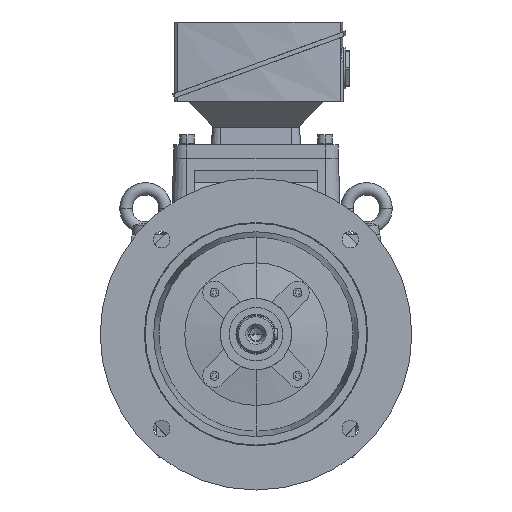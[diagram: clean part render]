
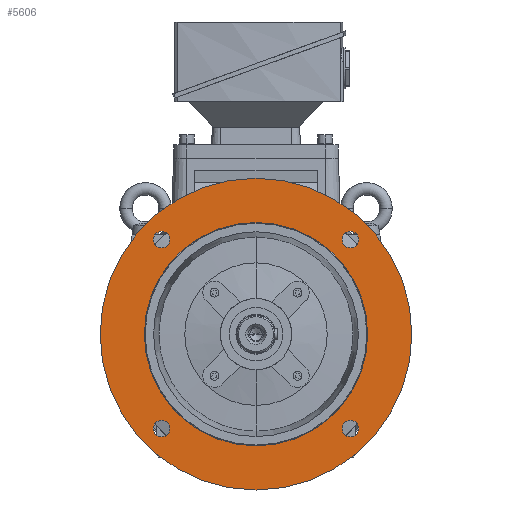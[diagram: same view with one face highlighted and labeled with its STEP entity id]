
A CAD part, left-side view. The second image highlights one B-rep face of the part: STEP entity #5606.
In plain terms, the highlighted planar face has unit normal (-1, 0, 0).
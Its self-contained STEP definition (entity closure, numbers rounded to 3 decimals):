
#5606=ADVANCED_FACE('',(#11591,#11592,#11593,#11594,#11595,#11596),#11597,.T.);
#11591=FACE_BOUND('',#17973,.T.);
#11592=FACE_BOUND('',#17974,.T.);
#11593=FACE_BOUND('',#17975,.T.);
#11594=FACE_BOUND('',#17976,.T.);
#11595=FACE_OUTER_BOUND('',#17977,.T.);
#11596=FACE_BOUND('',#17978,.T.);
#11597=PLANE('',#17979);
#17973=EDGE_LOOP('',(#32887,#32888));
#17974=EDGE_LOOP('',(#32889,#32890));
#17975=EDGE_LOOP('',(#32891,#32892));
#17976=EDGE_LOOP('',(#32893,#32894));
#17977=EDGE_LOOP('',(#32895,#32896));
#17978=EDGE_LOOP('',(#32897,#32898));
#17979=AXIS2_PLACEMENT_3D('',#32899,#32900,#32901);
#32887=ORIENTED_EDGE('',*,*,#43739,.T.);
#32888=ORIENTED_EDGE('',*,*,#43734,.T.);
#32889=ORIENTED_EDGE('',*,*,#43742,.T.);
#32890=ORIENTED_EDGE('',*,*,#43729,.T.);
#32891=ORIENTED_EDGE('',*,*,#43745,.T.);
#32892=ORIENTED_EDGE('',*,*,#43724,.T.);
#32893=ORIENTED_EDGE('',*,*,#43748,.T.);
#32894=ORIENTED_EDGE('',*,*,#43719,.T.);
#32895=ORIENTED_EDGE('',*,*,#43616,.F.);
#32896=ORIENTED_EDGE('',*,*,#43957,.F.);
#32897=ORIENTED_EDGE('',*,*,#43623,.T.);
#32898=ORIENTED_EDGE('',*,*,#43955,.T.);
#32899=CARTESIAN_POINT('',(-78.5,0.0,150.2));
#32900=DIRECTION('',(-1.0,-0.0,-0.0));
#32901=DIRECTION('',(0.0,0.0,-1.0));
#43616=EDGE_CURVE('',#53461,#53464,#53465,.T.);
#43623=EDGE_CURVE('',#53471,#53475,#53477,.T.);
#43719=EDGE_CURVE('',#53641,#53638,#53642,.T.);
#43724=EDGE_CURVE('',#53650,#53647,#53651,.T.);
#43729=EDGE_CURVE('',#53659,#53656,#53660,.T.);
#43734=EDGE_CURVE('',#53668,#53665,#53669,.T.);
#43739=EDGE_CURVE('',#53665,#53668,#53675,.T.);
#43742=EDGE_CURVE('',#53656,#53659,#53678,.T.);
#43745=EDGE_CURVE('',#53647,#53650,#53681,.T.);
#43748=EDGE_CURVE('',#53638,#53641,#53684,.T.);
#43955=EDGE_CURVE('',#53475,#53471,#53986,.T.);
#43957=EDGE_CURVE('',#53464,#53461,#53988,.T.);
#53461=VERTEX_POINT('',#67073);
#53464=VERTEX_POINT('',#67077);
#53465=CIRCLE('',#67078,175.0);
#53471=VERTEX_POINT('',#67085);
#53475=VERTEX_POINT('',#67089);
#53477=CIRCLE('',#67091,125.4);
#53638=VERTEX_POINT('',#67530);
#53641=VERTEX_POINT('',#67534);
#53642=CIRCLE('',#67535,9.25);
#53647=VERTEX_POINT('',#67541);
#53650=VERTEX_POINT('',#67545);
#53651=CIRCLE('',#67546,9.25);
#53656=VERTEX_POINT('',#67552);
#53659=VERTEX_POINT('',#67556);
#53660=CIRCLE('',#67557,9.25);
#53665=VERTEX_POINT('',#67563);
#53668=VERTEX_POINT('',#67567);
#53669=CIRCLE('',#67568,9.25);
#53675=CIRCLE('',#67575,9.25);
#53678=CIRCLE('',#67578,9.25);
#53681=CIRCLE('',#67581,9.25);
#53684=CIRCLE('',#67584,9.25);
#53986=CIRCLE('',#68401,125.4);
#53988=CIRCLE('',#68403,175.0);
#67073=CARTESIAN_POINT('',(-78.5,0.0,175.0));
#67077=CARTESIAN_POINT('',(-78.5,0.,-175.0));
#67078=AXIS2_PLACEMENT_3D('',#86378,#86379,#86380);
#67085=CARTESIAN_POINT('',(-78.5,0.0,125.4));
#67089=CARTESIAN_POINT('',(-78.5,0.,-125.4));
#67091=AXIS2_PLACEMENT_3D('',#86394,#86395,#86396);
#67530=CARTESIAN_POINT('',(-78.5,99.525,-112.607));
#67534=CARTESIAN_POINT('',(-78.5,112.607,-99.525));
#67535=AXIS2_PLACEMENT_3D('',#86516,#86517,#86518);
#67541=CARTESIAN_POINT('',(-78.5,-112.607,-99.525));
#67545=CARTESIAN_POINT('',(-78.5,-99.525,-112.607));
#67546=AXIS2_PLACEMENT_3D('',#86524,#86525,#86526);
#67552=CARTESIAN_POINT('',(-78.5,-99.525,112.607));
#67556=CARTESIAN_POINT('',(-78.5,-112.607,99.525));
#67557=AXIS2_PLACEMENT_3D('',#86532,#86533,#86534);
#67563=CARTESIAN_POINT('',(-78.5,112.607,99.525));
#67567=CARTESIAN_POINT('',(-78.5,99.525,112.607));
#67568=AXIS2_PLACEMENT_3D('',#86540,#86541,#86542);
#67575=AXIS2_PLACEMENT_3D('',#86550,#86551,#86552);
#67578=AXIS2_PLACEMENT_3D('',#86556,#86557,#86558);
#67581=AXIS2_PLACEMENT_3D('',#86562,#86563,#86564);
#67584=AXIS2_PLACEMENT_3D('',#86568,#86569,#86570);
#68401=AXIS2_PLACEMENT_3D('',#86764,#86765,#86766);
#68403=AXIS2_PLACEMENT_3D('',#86767,#86768,#86769);
#86378=CARTESIAN_POINT('',(-78.5,0.0,0.0));
#86379=DIRECTION('',(1.0,0.0,-0.0));
#86380=DIRECTION('',(0.0,0.0,1.0));
#86394=CARTESIAN_POINT('',(-78.5,0.0,0.0));
#86395=DIRECTION('',(1.0,0.0,-0.0));
#86396=DIRECTION('',(0.0,0.0,1.0));
#86516=CARTESIAN_POINT('',(-78.5,106.066,-106.066));
#86517=DIRECTION('',(1.0,0.0,0.0));
#86518=DIRECTION('',(0.0,-0.707,-0.707));
#86524=CARTESIAN_POINT('',(-78.5,-106.066,-106.066));
#86525=DIRECTION('',(1.0,0.0,0.0));
#86526=DIRECTION('',(0.0,-0.707,0.707));
#86532=CARTESIAN_POINT('',(-78.5,-106.066,106.066));
#86533=DIRECTION('',(1.0,0.0,-0.0));
#86534=DIRECTION('',(0.0,0.707,0.707));
#86540=CARTESIAN_POINT('',(-78.5,106.066,106.066));
#86541=DIRECTION('',(1.0,0.0,0.0));
#86542=DIRECTION('',(0.0,0.707,-0.707));
#86550=CARTESIAN_POINT('',(-78.5,106.066,106.066));
#86551=DIRECTION('',(1.0,0.0,0.0));
#86552=DIRECTION('',(0.0,0.707,-0.707));
#86556=CARTESIAN_POINT('',(-78.5,-106.066,106.066));
#86557=DIRECTION('',(1.0,0.0,-0.0));
#86558=DIRECTION('',(0.0,0.707,0.707));
#86562=CARTESIAN_POINT('',(-78.5,-106.066,-106.066));
#86563=DIRECTION('',(1.0,0.0,0.0));
#86564=DIRECTION('',(0.0,-0.707,0.707));
#86568=CARTESIAN_POINT('',(-78.5,106.066,-106.066));
#86569=DIRECTION('',(1.0,0.0,0.0));
#86570=DIRECTION('',(0.0,-0.707,-0.707));
#86764=CARTESIAN_POINT('',(-78.5,0.0,0.0));
#86765=DIRECTION('',(1.0,0.0,-0.0));
#86766=DIRECTION('',(0.0,0.0,1.0));
#86767=CARTESIAN_POINT('',(-78.5,0.0,0.0));
#86768=DIRECTION('',(1.0,0.0,-0.0));
#86769=DIRECTION('',(0.0,0.0,1.0));
